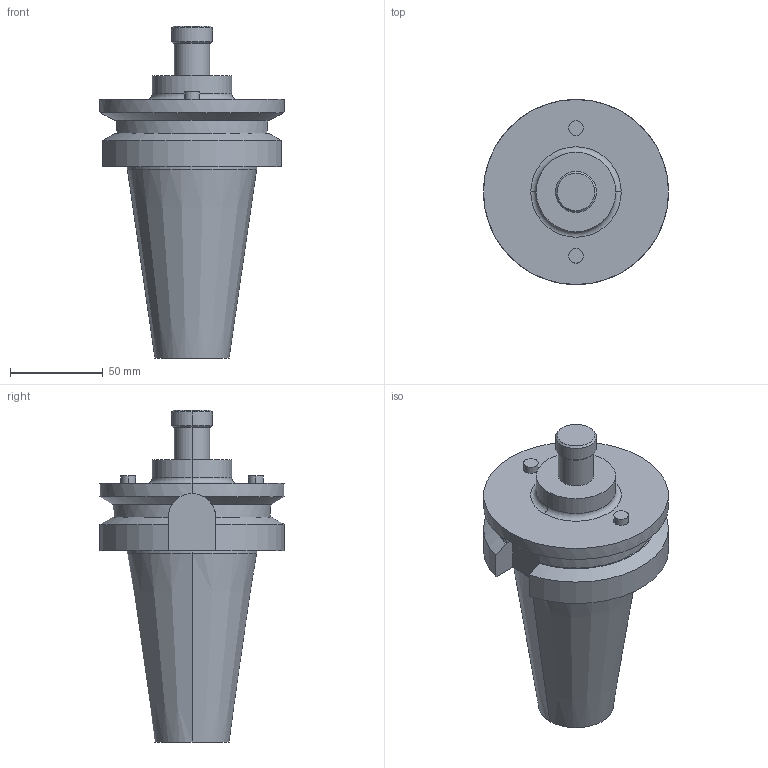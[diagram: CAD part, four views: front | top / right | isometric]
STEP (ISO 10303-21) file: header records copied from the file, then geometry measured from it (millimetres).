
FILE_DESCRIPTION (( 'STEP AP203' ), '1' );
FILE_NAME ('STP-5027-151-A48-200-1(SATE-27.151.64.200).STEP', '2021-06-22T07:29:19', ( '' ), ( '' ), 'SwSTEP 2.0', 'SolidWorks 2017', '' );
FILE_SCHEMA (( 'CONFIG_CONTROL_DESIGN' ));
Length unit declared in the file: millimetre
Products named in the file (1): STP-5027-151-A48-200-1(SATE-27.151.64.200)
Bounding box: 100 x 100 x 179.45 mm (x, y, z)
Volume: 500266.9 mm3; surface area: 54701.1 mm2
Topology: 2 solids, 2 shells, 71 faces, 160 edges, 100 vertices
Faces by surface type: cylinder 31, plane 22, cone 16, torus 2
Entity records: 2138 total; most frequent: CARTESIAN_POINT 454, DIRECTION 357, ORIENTED_EDGE 316, EDGE_CURVE 158, AXIS2_PLACEMENT_3D 147, VERTEX_POINT 100, EDGE_LOOP 80, CIRCLE 75
